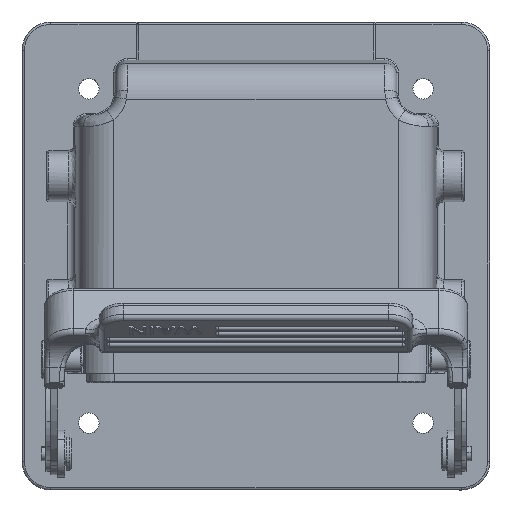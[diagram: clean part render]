
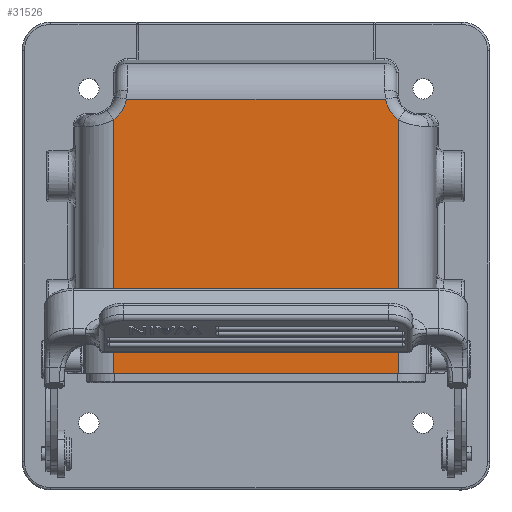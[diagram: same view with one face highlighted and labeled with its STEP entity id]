
A CAD part, top view. The second image highlights one B-rep face of the part: STEP entity #31526.
In plain terms, the highlighted planar face has unit normal (0, 0, 1).
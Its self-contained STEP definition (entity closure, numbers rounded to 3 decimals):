
#965=DIRECTION('',(0.,-1.,0.));
#966=VECTOR('',#965,53.042);
#967=CARTESIAN_POINT('',(14.125,71.186,-0.743));
#968=LINE('',#967,#966);
#7356=CARTESIAN_POINT('',(77.87,76.745,
-0.743));
#7357=DIRECTION('',(0.,0.,1.));
#7358=DIRECTION('',(-0.984,-0.177,0.));
#7359=AXIS2_PLACEMENT_3D('',#7356,#7357,#7358);
#7361=DIRECTION('',(0.,-1.,0.));
#7362=VECTOR('',#7361,53.042);
#7363=CARTESIAN_POINT('',(73.615,71.186,
-0.743));
#7364=LINE('',#7363,#7362);
#7365=DIRECTION('',(-1.,0.,0.));
#7366=VECTOR('',#7365,59.49);
#7367=CARTESIAN_POINT('',(73.615,18.145,
-0.743));
#7368=LINE('',#7367,#7366);
#7369=CARTESIAN_POINT('',(9.87,76.745,
-0.743));
#7370=DIRECTION('',(0.,0.,1.));
#7371=DIRECTION('',(0.608,-0.794,0.));
#7372=AXIS2_PLACEMENT_3D('',#7369,#7370,#7371);
#7473=DIRECTION('',(-1.,0.,0.));
#7474=VECTOR('',#7473,54.221);
#7475=CARTESIAN_POINT('',(70.98,75.504,
-0.743));
#7476=LINE('',#7475,#7474);
#17927=CARTESIAN_POINT('',(14.125,18.145,
-0.743));
#17928=VERTEX_POINT('',#17927);
#17929=CARTESIAN_POINT('',(73.615,18.145,
-0.743));
#17931=VERTEX_POINT('',#17929);
#17960=CARTESIAN_POINT('',(73.615,71.186,
-0.743));
#17961=VERTEX_POINT('',#17960);
#18104=CARTESIAN_POINT('',(70.98,75.504,
-0.743));
#18105=VERTEX_POINT('',#18104);
#18106=CARTESIAN_POINT('',(14.125,71.186,
-0.743));
#18107=CARTESIAN_POINT('',(16.76,75.504,
-0.743));
#18108=VERTEX_POINT('',#18106);
#18109=VERTEX_POINT('',#18107);
#31510=CARTESIAN_POINT('',(43.87,46.824,
-0.743));
#31511=DIRECTION('',(0.,0.,1.));
#31512=DIRECTION('',(0.,1.,0.));
#31513=AXIS2_PLACEMENT_3D('',#31510,#31511,#31512);
#31514=PLANE('',#31513);
#31516=ORIENTED_EDGE('',*,*,#31515,.T.);
#31517=ORIENTED_EDGE('',*,*,#31384,.T.);
#31518=ORIENTED_EDGE('',*,*,#22666,.T.);
#31519=ORIENTED_EDGE('',*,*,#23006,.F.);
#31521=ORIENTED_EDGE('',*,*,#31520,.T.);
#31523=ORIENTED_EDGE('',*,*,#31522,.F.);
#31524=EDGE_LOOP('',(#31516,#31517,#31518,#31519,#31521,#31523));
#31525=FACE_OUTER_BOUND('',#31524,.F.);
#7360=CIRCLE('',#7359,7.);
#7373=CIRCLE('',#7372,7.);
#22666=EDGE_CURVE('',#17931,#17928,#7368,.T.);
#23006=EDGE_CURVE('',#18108,#17928,#968,.T.);
#31384=EDGE_CURVE('',#17961,#17931,#7364,.T.);
#31515=EDGE_CURVE('',#18105,#17961,#7360,.T.);
#31520=EDGE_CURVE('',#18108,#18109,#7373,.T.);
#31522=EDGE_CURVE('',#18105,#18109,#7476,.T.);
#31526=ADVANCED_FACE('',(#31525),#31514,.T.);
